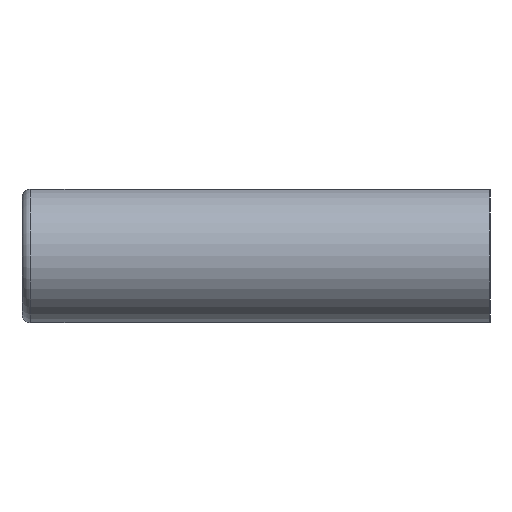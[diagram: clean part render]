
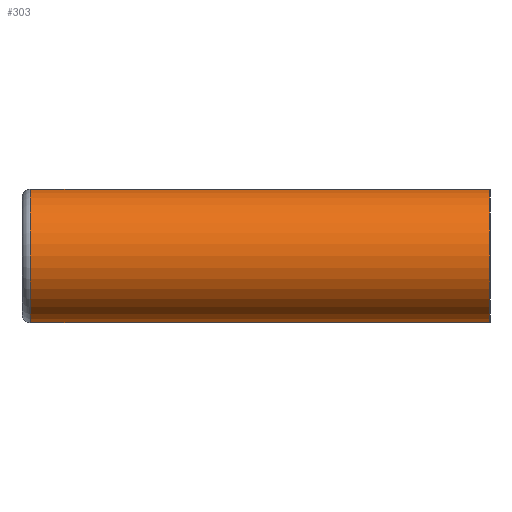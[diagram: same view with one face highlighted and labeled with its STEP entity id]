
A CAD part, left-side view. The second image highlights one B-rep face of the part: STEP entity #303.
In plain terms, the highlighted cylindrical face has radius 4 mm (diameter 8 mm), a full revolution.
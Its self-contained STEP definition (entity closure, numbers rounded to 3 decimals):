
#21=ELLIPSE('',#363,9.849,4.);
#39=CYLINDRICAL_SURFACE('',#366,4.);
#59=FACE_OUTER_BOUND('',#81,.T.);
#81=EDGE_LOOP('',(#272,#273,#274,#275,#276,#277,#278,#279));
#95=LINE('',#623,#113);
#98=LINE('',#703,#116);
#99=LINE('',#705,#117);
#113=VECTOR('',#452,10.);
#116=VECTOR('',#463,10.);
#117=VECTOR('',#466,4.);
#130=CIRCLE('',#351,4.);
#133=CIRCLE('',#356,4.);
#134=CIRCLE('',#357,4.);
#152=VERTEX_POINT('',#601);
#154=VERTEX_POINT('',#606);
#156=VERTEX_POINT('',#611);
#157=VERTEX_POINT('',#613);
#158=VERTEX_POINT('',#622);
#159=VERTEX_POINT('',#697);
#183=EDGE_CURVE('',#152,#152,#130,.T.);
#188=EDGE_CURVE('',#156,#157,#133,.T.);
#189=EDGE_CURVE('',#157,#154,#134,.T.);
#193=EDGE_CURVE('',#158,#154,#95,.T.);
#196=EDGE_CURVE('',#158,#159,#21,.T.);
#198=EDGE_CURVE('',#159,#156,#98,.T.);
#199=EDGE_CURVE('',#157,#152,#99,.T.);
#272=ORIENTED_EDGE('',*,*,#188,.F.);
#273=ORIENTED_EDGE('',*,*,#198,.F.);
#274=ORIENTED_EDGE('',*,*,#196,.F.);
#275=ORIENTED_EDGE('',*,*,#193,.T.);
#276=ORIENTED_EDGE('',*,*,#189,.F.);
#277=ORIENTED_EDGE('',*,*,#199,.T.);
#278=ORIENTED_EDGE('',*,*,#183,.F.);
#279=ORIENTED_EDGE('',*,*,#199,.F.);
#303=ADVANCED_FACE('',(#59),#39,.T.);
#351=AXIS2_PLACEMENT_3D('',#602,#426,#427);
#356=AXIS2_PLACEMENT_3D('',#614,#438,#439);
#357=AXIS2_PLACEMENT_3D('',#615,#440,#441);
#363=AXIS2_PLACEMENT_3D('',#699,#456,#457);
#366=AXIS2_PLACEMENT_3D('',#704,#464,#465);
#426=DIRECTION('center_axis',(0.,-1.,0.));
#427=DIRECTION('ref_axis',(-1.,0.,0.));
#438=DIRECTION('center_axis',(0.,1.,0.));
#439=DIRECTION('ref_axis',(-1.,0.,0.));
#440=DIRECTION('center_axis',(0.,1.,0.));
#441=DIRECTION('ref_axis',(-1.,0.,0.));
#452=DIRECTION('',(0.,1.,0.));
#456=DIRECTION('center_axis',(0.914,0.406,0.));
#457=DIRECTION('ref_axis',(0.406,-0.914,0.));
#463=DIRECTION('',(0.,1.,0.));
#464=DIRECTION('center_axis',(0.,1.,0.));
#465=DIRECTION('ref_axis',(1.,0.,0.));
#466=DIRECTION('',(0.,-1.,0.));
#601=CARTESIAN_POINT('',(-4.,-2.,0.));
#602=CARTESIAN_POINT('Origin',(0.,-2.,0.));
#606=CARTESIAN_POINT('',(0.,25.5,4.));
#611=CARTESIAN_POINT('',(0.,25.5,-4.));
#613=CARTESIAN_POINT('',(-4.,25.5,0.));
#614=CARTESIAN_POINT('Origin',(0.,25.5,0.));
#615=CARTESIAN_POINT('Origin',(0.,25.5,0.));
#622=CARTESIAN_POINT('',(0.,23.,4.));
#623=CARTESIAN_POINT('',(0.,0.,4.));
#697=CARTESIAN_POINT('',(0.,23.,-4.));
#699=CARTESIAN_POINT('Origin',(0.,23.,0.));
#703=CARTESIAN_POINT('',(0.,0.,-4.));
#704=CARTESIAN_POINT('Origin',(0.,0.,0.));
#705=CARTESIAN_POINT('',(-4.,0.,0.));
